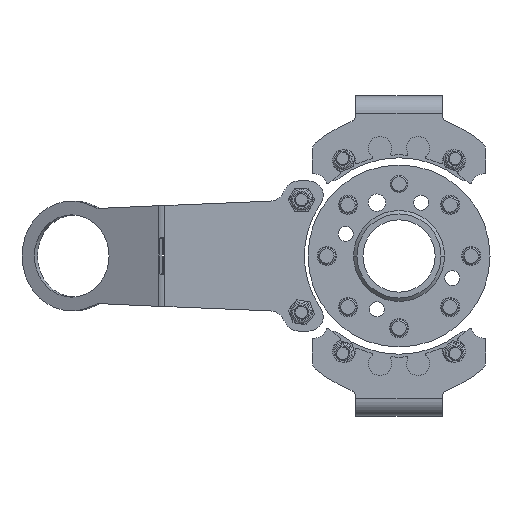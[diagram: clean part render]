
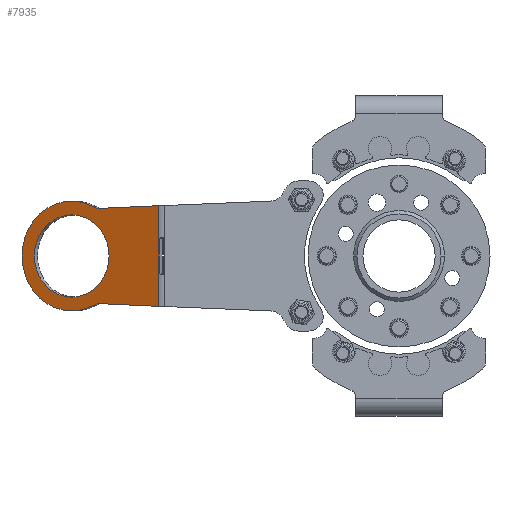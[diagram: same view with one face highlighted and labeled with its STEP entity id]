
A CAD part, left-side view. The second image highlights one B-rep face of the part: STEP entity #7935.
In plain terms, the highlighted planar face has unit normal (-0.906, 0.423, 0).
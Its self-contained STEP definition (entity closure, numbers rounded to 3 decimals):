
#394 = ORIENTED_EDGE ( 'NONE', *, *, #9413, .T. ) ;
#409 = AXIS2_PLACEMENT_3D ( 'NONE', #10550, #1845, #14635 ) ;
#530 = VERTEX_POINT ( 'NONE', #2365 ) ;
#686 = CIRCLE ( 'NONE', #409, 5. ) ;
#1002 = EDGE_CURVE ( 'NONE', #530, #12356, #3552, .T. ) ;
#1543 = VERTEX_POINT ( 'NONE', #11805 ) ;
#1593 = EDGE_LOOP ( 'NONE', ( #4405, #13930, #4932, #10815, #14831, #1877, #6269, #8031, #17316 ) ) ;
#1673 = VECTOR ( 'NONE', #17196, 1000. ) ;
#1845 = DIRECTION ( 'NONE',  ( -0.906, 0.423, 0. ) ) ;
#1877 = ORIENTED_EDGE ( 'NONE', *, *, #12148, .F. ) ;
#2365 = CARTESIAN_POINT ( 'NONE',  ( 24.531, 113.321, 18.995 ) ) ;
#2538 = CARTESIAN_POINT ( 'NONE',  ( 19.933, 103.459, 16.496 ) ) ;
#2714 = VECTOR ( 'NONE', #18217, 1000. ) ;
#2986 = DIRECTION ( 'NONE',  ( 0., 0., -1. ) ) ;
#3082 = VERTEX_POINT ( 'NONE', #8581 ) ;
#3129 = CIRCLE ( 'NONE', #15277, 14.25 ) ;
#3206 = CARTESIAN_POINT ( 'NONE',  ( 24.531, 113.32, -0.005 ) ) ;
#3552 = CIRCLE ( 'NONE', #12749, 19. ) ;
#3559 = CARTESIAN_POINT ( 'NONE',  ( 24.531, 113.32, -0.005 ) ) ;
#3564 = AXIS2_PLACEMENT_3D ( 'NONE', #8518, #14264, #12688 ) ;
#3619 = CIRCLE ( 'NONE', #15479, 14.25 ) ;
#3961 = EDGE_CURVE ( 'NONE', #14773, #17371, #7537, .T. ) ;
#4039 = AXIS2_PLACEMENT_3D ( 'NONE', #11341, #15698, #2986 ) ;
#4165 = CARTESIAN_POINT ( 'NONE',  ( 24.531, 113.32, -0.005 ) ) ;
#4397 = LINE ( 'NONE', #8580, #1673 ) ;
#4405 = ORIENTED_EDGE ( 'NONE', *, *, #13232, .F. ) ;
#4502 = DIRECTION ( 'NONE',  ( 0.906, -0.423, 0. ) ) ;
#4932 = ORIENTED_EDGE ( 'NONE', *, *, #7559, .F. ) ;
#5133 = DIRECTION ( 'NONE',  ( 0.906, -0.423, 0. ) ) ;
#5195 = VECTOR ( 'NONE', #18266, 1000. ) ;
#5299 = EDGE_CURVE ( 'NONE', #17371, #9501, #10910, .T. ) ;
#5318 = DIRECTION ( 'NONE',  ( 0., 0., 1. ) ) ;
#5717 = DIRECTION ( 'NONE',  ( 0., 0., -1. ) ) ;
#5827 = DIRECTION ( 'NONE',  ( 0., 0., 1. ) ) ;
#6142 = EDGE_LOOP ( 'NONE', ( #11143, #394 ) ) ;
#6269 = ORIENTED_EDGE ( 'NONE', *, *, #5299, .F. ) ;
#7026 = DIRECTION ( 'NONE',  ( -0.906, 0.423, 0. ) ) ;
#7027 = FACE_BOUND ( 'NONE', #6142, .T. ) ;
#7264 = AXIS2_PLACEMENT_3D ( 'NONE', #3206, #4502, #16100 ) ;
#7537 = CIRCLE ( 'NONE', #12288, 5. ) ;
#7559 = EDGE_CURVE ( 'NONE', #14136, #1543, #12546, .T. ) ;
#7644 = DIRECTION ( 'NONE',  ( 0.906, -0.423, 0. ) ) ;
#7928 = CARTESIAN_POINT ( 'NONE',  ( 20.96, 105.662, 17.013 ) ) ;
#7935 = ADVANCED_FACE ( 'NONE', ( #7027, #7980 ), #12597, .T. ) ;
#7980 = FACE_OUTER_BOUND ( 'NONE', #1593, .T. ) ;
#8031 = ORIENTED_EDGE ( 'NONE', *, *, #3961, .F. ) ;
#8208 = CARTESIAN_POINT ( 'NONE',  ( 24.531, 113.319, -19.005 ) ) ;
#8473 = CARTESIAN_POINT ( 'NONE',  ( 19.933, 103.459, 16.496 ) ) ;
#8518 = CARTESIAN_POINT ( 'NONE',  ( -11.196, 36.702, -21.002 ) ) ;
#8530 = DIRECTION ( 'NONE',  ( 0.906, -0.423, 0. ) ) ;
#8580 = CARTESIAN_POINT ( 'NONE',  ( 10.468, 83.162, -21.004 ) ) ;
#8581 = CARTESIAN_POINT ( 'NONE',  ( 19.933, 103.458, -16.504 ) ) ;
#8682 = CARTESIAN_POINT ( 'NONE',  ( 20.96, 105.66, -17.022 ) ) ;
#9413 = EDGE_CURVE ( 'NONE', #16795, #12306, #3619, .T. ) ;
#9501 = VERTEX_POINT ( 'NONE', #8208 ) ;
#9690 = VERTEX_POINT ( 'NONE', #11714 ) ;
#10192 = DIRECTION ( 'NONE',  ( 0., 0., 1. ) ) ;
#10475 = EDGE_CURVE ( 'NONE', #12356, #14136, #686, .T. ) ;
#10550 = CARTESIAN_POINT ( 'NONE',  ( 20.02, 103.647, 21.491 ) ) ;
#10645 = CARTESIAN_POINT ( 'NONE',  ( 20.02, 103.645, -16.5 ) ) ;
#10815 = ORIENTED_EDGE ( 'NONE', *, *, #10475, .F. ) ;
#10837 = LINE ( 'NONE', #17991, #5195 ) ;
#10910 = CIRCLE ( 'NONE', #13292, 19. ) ;
#11024 = CARTESIAN_POINT ( 'NONE',  ( 24.531, 113.319, -14.255 ) ) ;
#11124 = CIRCLE ( 'NONE', #7264, 19. ) ;
#11143 = ORIENTED_EDGE ( 'NONE', *, *, #17473, .T. ) ;
#11341 = CARTESIAN_POINT ( 'NONE',  ( 20.02, 103.645, -21.5 ) ) ;
#11442 = CIRCLE ( 'NONE', #4039, 5. ) ;
#11668 = CARTESIAN_POINT ( 'NONE',  ( 24.531, 113.32, -0.005 ) ) ;
#11714 = CARTESIAN_POINT ( 'NONE',  ( 10.468, 83.162, -17.43 ) ) ;
#11738 = DIRECTION ( 'NONE',  ( 0., 0., 1. ) ) ;
#11805 = CARTESIAN_POINT ( 'NONE',  ( 10.468, 83.163, 17.422 ) ) ;
#12105 = CARTESIAN_POINT ( 'NONE',  ( 24.531, 113.32, 14.245 ) ) ;
#12148 = EDGE_CURVE ( 'NONE', #9501, #530, #11124, .T. ) ;
#12288 = AXIS2_PLACEMENT_3D ( 'NONE', #16856, #7026, #5717 ) ;
#12306 = VERTEX_POINT ( 'NONE', #12105 ) ;
#12356 = VERTEX_POINT ( 'NONE', #7928 ) ;
#12531 = EDGE_CURVE ( 'NONE', #9690, #1543, #4397, .T. ) ;
#12546 = LINE ( 'NONE', #2538, #2714 ) ;
#12562 = CARTESIAN_POINT ( 'NONE',  ( 24.531, 113.32, -0.005 ) ) ;
#12597 = PLANE ( 'NONE',  #3564 ) ;
#12688 = DIRECTION ( 'NONE',  ( 0., 0., -1. ) ) ;
#12749 = AXIS2_PLACEMENT_3D ( 'NONE', #4165, #8530, #5827 ) ;
#13232 = EDGE_CURVE ( 'NONE', #9690, #3082, #10837, .T. ) ;
#13292 = AXIS2_PLACEMENT_3D ( 'NONE', #11668, #17239, #10192 ) ;
#13930 = ORIENTED_EDGE ( 'NONE', *, *, #12531, .T. ) ;
#14089 = EDGE_CURVE ( 'NONE', #3082, #14773, #11442, .T. ) ;
#14136 = VERTEX_POINT ( 'NONE', #8473 ) ;
#14264 = DIRECTION ( 'NONE',  ( -0.906, 0.423, 0. ) ) ;
#14635 = DIRECTION ( 'NONE',  ( 0., 0., 1. ) ) ;
#14773 = VERTEX_POINT ( 'NONE', #10645 ) ;
#14831 = ORIENTED_EDGE ( 'NONE', *, *, #1002, .F. ) ;
#15277 = AXIS2_PLACEMENT_3D ( 'NONE', #3559, #7644, #11738 ) ;
#15479 = AXIS2_PLACEMENT_3D ( 'NONE', #12562, #5133, #5318 ) ;
#15698 = DIRECTION ( 'NONE',  ( -0.906, 0.423, 0. ) ) ;
#16100 = DIRECTION ( 'NONE',  ( 0., 0., 1. ) ) ;
#16795 = VERTEX_POINT ( 'NONE', #11024 ) ;
#16856 = CARTESIAN_POINT ( 'NONE',  ( 20.02, 103.645, -21.5 ) ) ;
#17196 = DIRECTION ( 'NONE',  ( 0., 0., 1. ) ) ;
#17239 = DIRECTION ( 'NONE',  ( 0.906, -0.423, 0. ) ) ;
#17316 = ORIENTED_EDGE ( 'NONE', *, *, #14089, .F. ) ;
#17371 = VERTEX_POINT ( 'NONE', #8682 ) ;
#17473 = EDGE_CURVE ( 'NONE', #12306, #16795, #3129, .T. ) ;
#17991 = CARTESIAN_POINT ( 'NONE',  ( -5.619, 48.662, -19.002 ) ) ;
#18217 = DIRECTION ( 'NONE',  ( -0.422, -0.906, 0.041 ) ) ;
#18266 = DIRECTION ( 'NONE',  ( 0.422, 0.906, 0.041 ) ) ;
